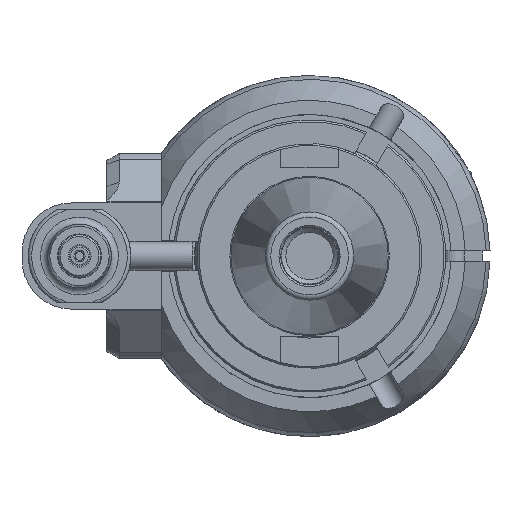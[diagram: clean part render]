
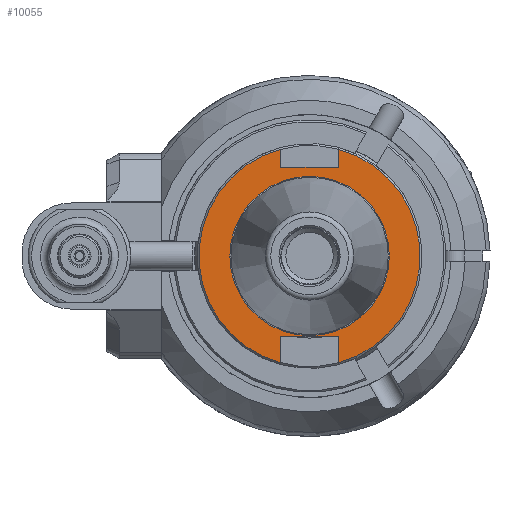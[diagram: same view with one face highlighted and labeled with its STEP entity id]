
A CAD part, left-side view. The second image highlights one B-rep face of the part: STEP entity #10055.
In plain terms, the highlighted planar face has unit normal (-1, 0, 0).
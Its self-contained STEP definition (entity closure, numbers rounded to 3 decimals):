
#633=FACE_BOUND('',#2200,.T.);
#1048=CIRCLE('',#11051,31.25);
#1049=CIRCLE('',#11053,31.25);
#1050=CIRCLE('',#11054,22.525);
#1576=FACE_OUTER_BOUND('',#2199,.T.);
#2199=EDGE_LOOP('',(#9172,#9173,#9174,#9175,#9176,#9177,#9178,#9179));
#2200=EDGE_LOOP('',(#9180));
#3008=LINE('',#47230,#3818);
#3013=LINE('',#47262,#3823);
#3020=LINE('',#47326,#3830);
#3023=LINE('',#47361,#3833);
#3024=LINE('',#47365,#3834);
#3025=LINE('',#47366,#3835);
#3818=VECTOR('',#13680,16.383);
#3823=VECTOR('',#13687,7.551);
#3830=VECTOR('',#13706,5.138);
#3833=VECTOR('',#13727,7.551);
#3834=VECTOR('',#13730,5.138);
#3835=VECTOR('',#13731,16.383);
#4845=VERTEX_POINT('',#47227);
#4846=VERTEX_POINT('',#47229);
#4852=VERTEX_POINT('',#47261);
#4862=VERTEX_POINT('',#47314);
#4863=VERTEX_POINT('',#47325);
#4866=VERTEX_POINT('',#47360);
#4867=VERTEX_POINT('',#47362);
#4868=VERTEX_POINT('',#47364);
#4869=VERTEX_POINT('',#47367);
#6282=EDGE_CURVE('',#4845,#4846,#3008,.T.);
#6289=EDGE_CURVE('',#4846,#4852,#3013,.T.);
#6303=EDGE_CURVE('',#4862,#4863,#3020,.T.);
#6311=EDGE_CURVE('',#4862,#4852,#1048,.T.);
#6312=EDGE_CURVE('',#4866,#4845,#3023,.T.);
#6313=EDGE_CURVE('',#4866,#4867,#1049,.T.);
#6314=EDGE_CURVE('',#4868,#4867,#3024,.T.);
#6315=EDGE_CURVE('',#4863,#4868,#3025,.T.);
#6316=EDGE_CURVE('',#4869,#4869,#1050,.T.);
#9172=ORIENTED_EDGE('',*,*,#6311,.T.);
#9173=ORIENTED_EDGE('',*,*,#6289,.F.);
#9174=ORIENTED_EDGE('',*,*,#6282,.F.);
#9175=ORIENTED_EDGE('',*,*,#6312,.F.);
#9176=ORIENTED_EDGE('',*,*,#6313,.T.);
#9177=ORIENTED_EDGE('',*,*,#6314,.F.);
#9178=ORIENTED_EDGE('',*,*,#6315,.F.);
#9179=ORIENTED_EDGE('',*,*,#6303,.F.);
#9180=ORIENTED_EDGE('',*,*,#6316,.T.);
#9552=PLANE('',#11052);
#10055=ADVANCED_FACE('',(#1576,#633),#9552,.T.);
#11051=AXIS2_PLACEMENT_3D('',#47358,#13723,#13724);
#11052=AXIS2_PLACEMENT_3D('',#47359,#13725,#13726);
#11053=AXIS2_PLACEMENT_3D('',#47363,#13728,#13729);
#11054=AXIS2_PLACEMENT_3D('',#47368,#13732,#13733);
#13680=DIRECTION('',(0.,1.,0.));
#13687=DIRECTION('',(0.,0.,-1.));
#13706=DIRECTION('',(0.,0.,-1.));
#13723=DIRECTION('center_axis',(-1.,0.,0.));
#13724=DIRECTION('ref_axis',(0.,0.262,0.965));
#13725=DIRECTION('center_axis',(-1.,0.,0.));
#13726=DIRECTION('ref_axis',(0.,0.,-1.));
#13727=DIRECTION('',(0.,0.,1.));
#13728=DIRECTION('center_axis',(-1.,0.,0.));
#13729=DIRECTION('ref_axis',(0.,-0.262,-0.965));
#13730=DIRECTION('',(0.,0.,1.));
#13731=DIRECTION('',(0.,-1.,0.));
#13732=DIRECTION('center_axis',(1.,0.,0.));
#13733=DIRECTION('ref_axis',(0.,0.,1.));
#47227=CARTESIAN_POINT('',(-82.825,-8.192,-22.606));
#47229=CARTESIAN_POINT('',(-82.825,8.192,-22.606));
#47230=CARTESIAN_POINT('',(-82.825,-8.192,-22.606));
#47261=CARTESIAN_POINT('',(-82.825,8.192,-30.157));
#47262=CARTESIAN_POINT('',(-82.825,8.192,-22.606));
#47314=CARTESIAN_POINT('',(-82.825,8.192,30.157));
#47325=CARTESIAN_POINT('',(-82.825,8.192,25.019));
#47326=CARTESIAN_POINT('',(-82.825,8.192,30.157));
#47358=CARTESIAN_POINT('Origin',(-82.825,0.,0.));
#47359=CARTESIAN_POINT('Origin',(-82.825,0.,-22.468));
#47360=CARTESIAN_POINT('',(-82.825,-8.192,-30.157));
#47361=CARTESIAN_POINT('',(-82.825,-8.192,-30.157));
#47362=CARTESIAN_POINT('',(-82.825,-8.192,30.157));
#47363=CARTESIAN_POINT('Origin',(-82.825,0.,0.));
#47364=CARTESIAN_POINT('',(-82.825,-8.192,25.019));
#47365=CARTESIAN_POINT('',(-82.825,-8.192,25.019));
#47366=CARTESIAN_POINT('',(-82.825,8.192,25.019));
#47367=CARTESIAN_POINT('',(-82.825,0.,-22.525));
#47368=CARTESIAN_POINT('Origin',(-82.825,0.,0.));
